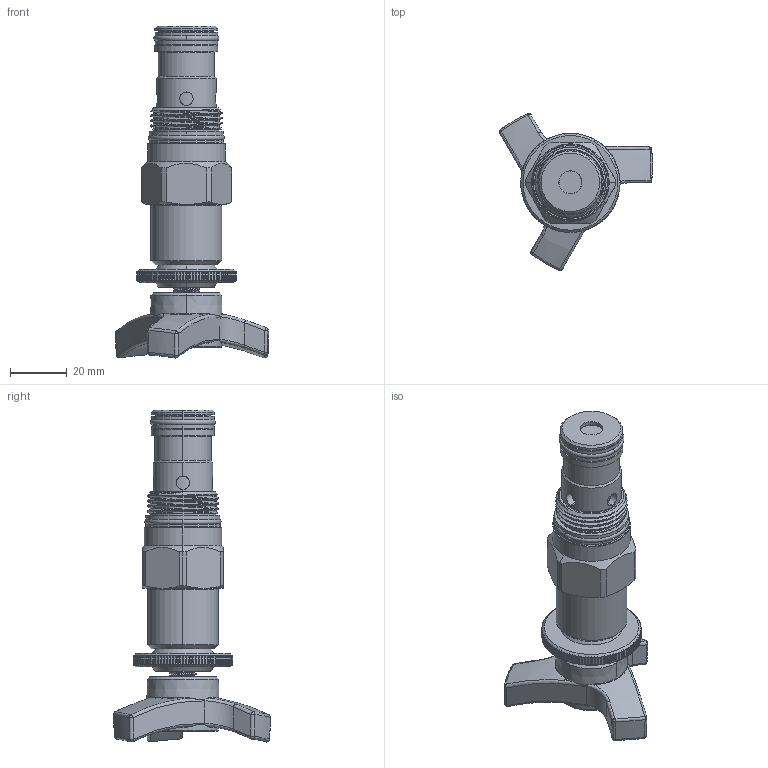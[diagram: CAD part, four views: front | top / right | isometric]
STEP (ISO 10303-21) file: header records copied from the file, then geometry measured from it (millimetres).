
FILE_DESCRIPTION (( 'STEP AP203' ), '1' );
FILE_NAME ('FR5A20-T.STEP', '2016-05-24T01:05:15', ( '' ), ( '' ), 'SwSTEP 2.0', 'SolidWorks 2012', '' );
FILE_SCHEMA (( 'CONFIG_CONTROL_DESIGN' ));
Length unit declared in the file: millimetre
Products named in the file (1): FR5A20-T
Bounding box: 54.02 x 55.33 x 117.06 mm (x, y, z)
Volume: 62678.6 mm3; surface area: 17164.3 mm2
Topology: 1 solids, 1 shells, 704 faces, 1860 edges, 1186 vertices
Faces by surface type: plane 317, cylinder 206, bspline 72, cone 50, sphere 36, torus 23
Entity records: 28144 total; most frequent: CARTESIAN_POINT 11846, ORIENTED_EDGE 3686, DIRECTION 3037, EDGE_CURVE 1843, VERTEX_POINT 1180, AXIS2_PLACEMENT_3D 1179, EDGE_LOOP 743, ADVANCED_FACE 704
